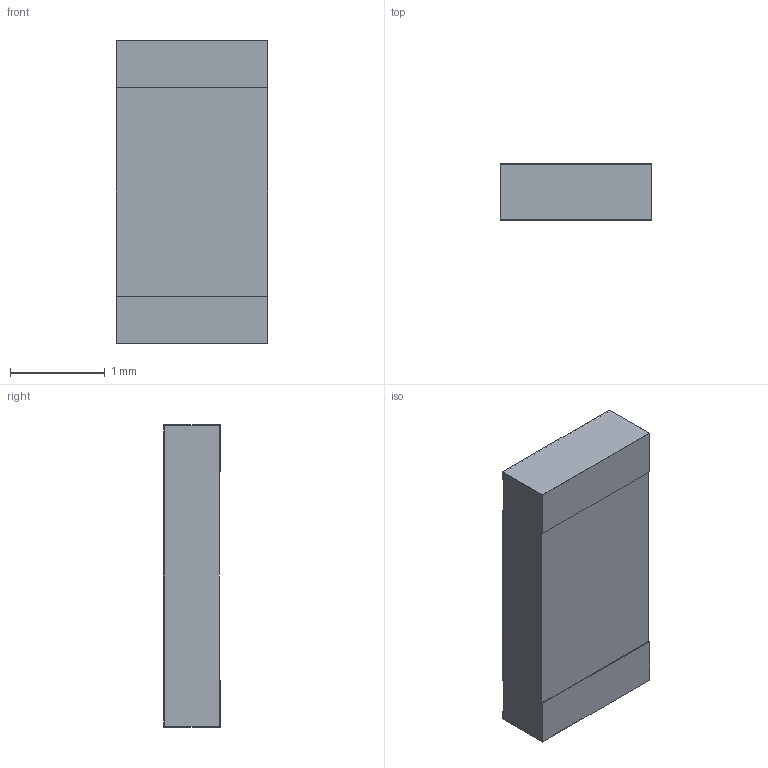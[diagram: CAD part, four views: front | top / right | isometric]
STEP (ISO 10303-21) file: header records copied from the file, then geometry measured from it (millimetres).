
FILE_DESCRIPTION (( 'STEP AP214' ), '1' );
FILE_NAME ('R1206.STEP', '2019-05-10T06:57:50', ( '' ), ( '' ), 'SwSTEP 2.0', 'SolidWorks 2018', '' );
FILE_SCHEMA (( 'AUTOMOTIVE_DESIGN' ));
Length unit declared in the file: millimetre
Products named in the file (2): R1206_1206; R1206
Assembly tree (1 placements, depth 2):
  R1206
    R1206_1206
Bounding box: 1.6 x 0.6 x 3.2 mm (x, y, z)
Volume: 3 mm3; surface area: 32.8 mm2
Topology: 4 solids, 4 shells, 113 faces, 291 edges, 194 vertices
Faces by surface type: plane 69, bspline 44
Entity records: 6275 total; most frequent: CARTESIAN_POINT 3254, ORIENTED_EDGE 582, DIRECTION 349, EDGE_CURVE 291, VECTOR 203, LINE 203, VERTEX_POINT 194, EDGE_LOOP 121
